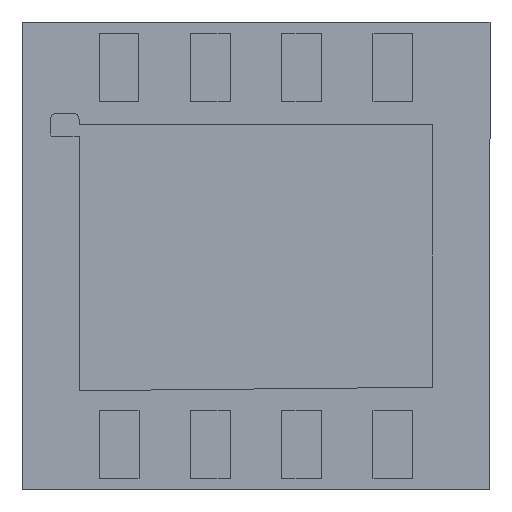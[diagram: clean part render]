
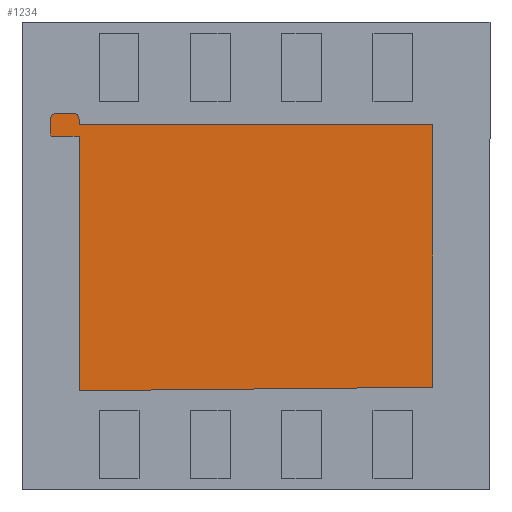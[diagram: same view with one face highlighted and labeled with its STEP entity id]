
A CAD part, front view. The second image highlights one B-rep face of the part: STEP entity #1234.
In plain terms, the highlighted planar face has unit normal (0, -1, 0).
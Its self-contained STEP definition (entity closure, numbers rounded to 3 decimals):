
#154 = DIRECTION ( 'NONE',  ( 0., -1., 0. ) ) ;
#235 = VECTOR ( 'NONE', #4227, 1000. ) ;
#252 = CARTESIAN_POINT ( 'NONE',  ( -1.55, -0.002, 1.15 ) ) ;
#286 = VERTEX_POINT ( 'NONE', #3068 ) ;
#413 = CARTESIAN_POINT ( 'NONE',  ( -1.55, -0.002, 1.05 ) ) ;
#451 = PLANE ( 'NONE',  #3791 ) ;
#477 = VERTEX_POINT ( 'NONE', #7484 ) ;
#502 = DIRECTION ( 'NONE',  ( 0., 0., -1. ) ) ;
#541 = VERTEX_POINT ( 'NONE', #2773 ) ;
#640 = DIRECTION ( 'NONE',  ( 0., 0., -1. ) ) ;
#677 = CARTESIAN_POINT ( 'NONE',  ( 1.55, -0.002, -1.15 ) ) ;
#735 = VERTEX_POINT ( 'NONE', #2392 ) ;
#836 = VERTEX_POINT ( 'NONE', #6713 ) ;
#843 = ORIENTED_EDGE ( 'NONE', *, *, #7169, .T. ) ;
#875 = DIRECTION ( 'NONE',  ( 1., 0., 0.01 ) ) ;
#939 = CARTESIAN_POINT ( 'NONE',  ( -1.6, -0.002, 1.25 ) ) ;
#1194 = CARTESIAN_POINT ( 'NONE',  ( -1.6, -0.002, 1.2 ) ) ;
#1234 = ADVANCED_FACE ( 'NONE', ( #2268 ), #451, .F. ) ;
#1300 = CARTESIAN_POINT ( 'NONE',  ( -1.6, -0.002, 1.2 ) ) ;
#1720 = DIRECTION ( 'NONE',  ( 0., 1., 0. ) ) ;
#1845 = EDGE_CURVE ( 'NONE', #4937, #735, #4595, .T. ) ;
#1970 = DIRECTION ( 'NONE',  ( 0., 0., 1. ) ) ;
#2058 = VECTOR ( 'NONE', #1970, 1000. ) ;
#2129 = DIRECTION ( 'NONE',  ( 0., 0., 1. ) ) ;
#2213 = LINE ( 'NONE', #677, #6007 ) ;
#2268 = FACE_OUTER_BOUND ( 'NONE', #7950, .T. ) ;
#2277 = ORIENTED_EDGE ( 'NONE', *, *, #1845, .T. ) ;
#2365 = DIRECTION ( 'NONE',  ( -1., 0., 0. ) ) ;
#2392 = CARTESIAN_POINT ( 'NONE',  ( 1.55, -0.002, -1.15 ) ) ;
#2424 = DIRECTION ( 'NONE',  ( 0., 0., 1. ) ) ;
#2480 = LINE ( 'NONE', #413, #235 ) ;
#2657 = EDGE_CURVE ( 'NONE', #541, #3789, #4680, .T. ) ;
#2675 = LINE ( 'NONE', #3377, #5187 ) ;
#2773 = CARTESIAN_POINT ( 'NONE',  ( -1.6, -0.002, 1.25 ) ) ;
#2923 = ORIENTED_EDGE ( 'NONE', *, *, #7210, .T. ) ;
#3023 = LINE ( 'NONE', #7990, #3817 ) ;
#3068 = CARTESIAN_POINT ( 'NONE',  ( 1.55, -0.002, 1.15 ) ) ;
#3377 = CARTESIAN_POINT ( 'NONE',  ( 1.55, -0.002, 1.15 ) ) ;
#3655 = VERTEX_POINT ( 'NONE', #4423 ) ;
#3659 = ORIENTED_EDGE ( 'NONE', *, *, #6232, .T. ) ;
#3789 = VERTEX_POINT ( 'NONE', #5911 ) ;
#3791 = AXIS2_PLACEMENT_3D ( 'NONE', #1194, #1720, #2424 ) ;
#3817 = VECTOR ( 'NONE', #502, 1000. ) ;
#3950 = VECTOR ( 'NONE', #640, 1000. ) ;
#4073 = ORIENTED_EDGE ( 'NONE', *, *, #5306, .T. ) ;
#4128 = CARTESIAN_POINT ( 'NONE',  ( -1.55, -0.002, 1.05 ) ) ;
#4227 = DIRECTION ( 'NONE',  ( 1., 0., 0. ) ) ;
#4232 = AXIS2_PLACEMENT_3D ( 'NONE', #4611, #5860, #2129 ) ;
#4411 = EDGE_CURVE ( 'NONE', #477, #3655, #3023, .T. ) ;
#4423 = CARTESIAN_POINT ( 'NONE',  ( -1.8, -0.002, 1.06 ) ) ;
#4507 = CIRCLE ( 'NONE', #5429, 0.05 ) ;
#4551 = ORIENTED_EDGE ( 'NONE', *, *, #6322, .T. ) ;
#4595 = LINE ( 'NONE', #5171, #6590 ) ;
#4611 = CARTESIAN_POINT ( 'NONE',  ( -1.79, -0.002, 1.06 ) ) ;
#4680 = LINE ( 'NONE', #939, #5354 ) ;
#4722 = EDGE_CURVE ( 'NONE', #286, #6411, #2675, .T. ) ;
#4787 = EDGE_CURVE ( 'NONE', #3789, #477, #4507, .T. ) ;
#4937 = VERTEX_POINT ( 'NONE', #7808 ) ;
#5009 = CARTESIAN_POINT ( 'NONE',  ( -1.79, -0.002, 1.05 ) ) ;
#5171 = CARTESIAN_POINT ( 'NONE',  ( 1.55, -0.002, -1.15 ) ) ;
#5187 = VECTOR ( 'NONE', #6425, 1000. ) ;
#5194 = CARTESIAN_POINT ( 'NONE',  ( -1.75, -0.002, 1.2 ) ) ;
#5251 = CIRCLE ( 'NONE', #6419, 0.05 ) ;
#5306 = EDGE_CURVE ( 'NONE', #6411, #836, #7004, .T. ) ;
#5354 = VECTOR ( 'NONE', #2365, 1000. ) ;
#5429 = AXIS2_PLACEMENT_3D ( 'NONE', #5194, #6416, #5824 ) ;
#5708 = ORIENTED_EDGE ( 'NONE', *, *, #2657, .T. ) ;
#5804 = LINE ( 'NONE', #6777, #3950 ) ;
#5824 = DIRECTION ( 'NONE',  ( 0., 0., -1. ) ) ;
#5860 = DIRECTION ( 'NONE',  ( 0., -1., 0. ) ) ;
#5911 = CARTESIAN_POINT ( 'NONE',  ( -1.75, -0.002, 1.25 ) ) ;
#6007 = VECTOR ( 'NONE', #6975, 1000. ) ;
#6181 = ORIENTED_EDGE ( 'NONE', *, *, #7766, .T. ) ;
#6190 = CIRCLE ( 'NONE', #4232, 0.01 ) ;
#6232 = EDGE_CURVE ( 'NONE', #6319, #4937, #5804, .T. ) ;
#6319 = VERTEX_POINT ( 'NONE', #4128 ) ;
#6322 = EDGE_CURVE ( 'NONE', #6465, #6319, #2480, .T. ) ;
#6374 = DIRECTION ( 'NONE',  ( 0., 0., 1. ) ) ;
#6411 = VERTEX_POINT ( 'NONE', #6703 ) ;
#6416 = DIRECTION ( 'NONE',  ( 0., -1., 0. ) ) ;
#6419 = AXIS2_PLACEMENT_3D ( 'NONE', #1300, #154, #6374 ) ;
#6425 = DIRECTION ( 'NONE',  ( -1., 0., 0. ) ) ;
#6465 = VERTEX_POINT ( 'NONE', #5009 ) ;
#6590 = VECTOR ( 'NONE', #875, 1000. ) ;
#6703 = CARTESIAN_POINT ( 'NONE',  ( -1.55, -0.002, 1.15 ) ) ;
#6713 = CARTESIAN_POINT ( 'NONE',  ( -1.55, -0.002, 1.2 ) ) ;
#6777 = CARTESIAN_POINT ( 'NONE',  ( -1.55, -0.002, -1.18 ) ) ;
#6975 = DIRECTION ( 'NONE',  ( 0., 0., 1. ) ) ;
#7004 = LINE ( 'NONE', #252, #2058 ) ;
#7126 = ORIENTED_EDGE ( 'NONE', *, *, #4722, .T. ) ;
#7169 = EDGE_CURVE ( 'NONE', #735, #286, #2213, .T. ) ;
#7210 = EDGE_CURVE ( 'NONE', #836, #541, #5251, .T. ) ;
#7484 = CARTESIAN_POINT ( 'NONE',  ( -1.8, -0.002, 1.2 ) ) ;
#7566 = ORIENTED_EDGE ( 'NONE', *, *, #4411, .T. ) ;
#7748 = ORIENTED_EDGE ( 'NONE', *, *, #4787, .T. ) ;
#7766 = EDGE_CURVE ( 'NONE', #3655, #6465, #6190, .T. ) ;
#7808 = CARTESIAN_POINT ( 'NONE',  ( -1.55, -0.002, -1.18 ) ) ;
#7950 = EDGE_LOOP ( 'NONE', ( #4073, #2923, #5708, #7748, #7566, #6181, #4551, #3659, #2277, #843, #7126 ) ) ;
#7990 = CARTESIAN_POINT ( 'NONE',  ( -1.8, -0.002, 1.06 ) ) ;
